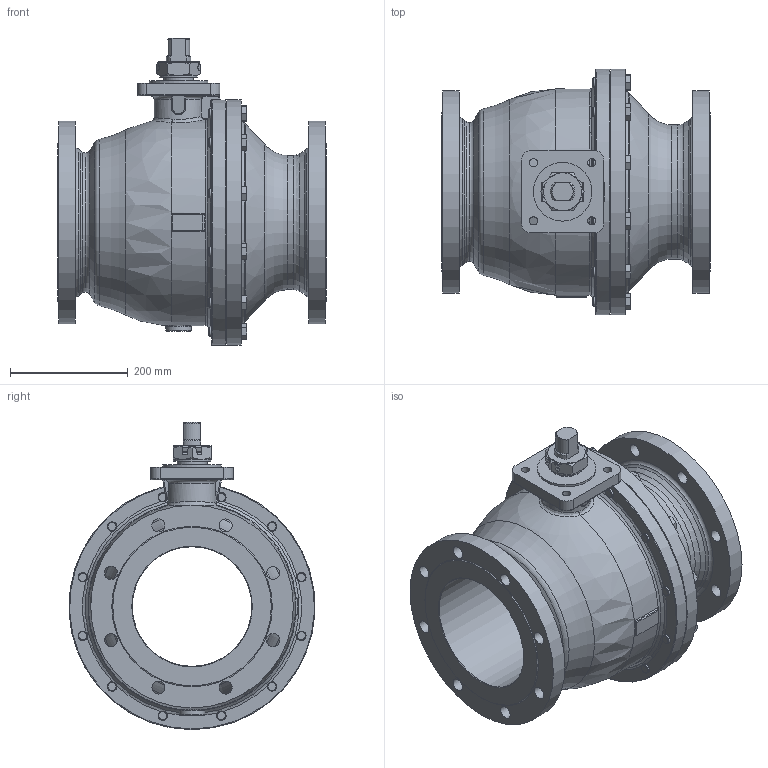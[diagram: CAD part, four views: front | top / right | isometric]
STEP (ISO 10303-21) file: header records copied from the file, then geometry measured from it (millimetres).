
FILE_DESCRIPTION(/* description */ (''),/* implementation_level */ '2;1');
FILE_NAME(/* name */ 'GA-F819-60-CL150-W-A-1.stp',/* time_stamp */ '2019-09-18T15:17:15+01:00',/* author */ ('jaday'),/* organization */ (''),/* preprocessor_version */ 'ST-DEVELOPER v16.1',/* originating_system */ 'Autodesk Inventor 2016',/* authorisation */ '');
FILE_SCHEMA (('AUTOMOTIVE_DESIGN { 1 0 10303 214 3 1 1 }'));
Length unit declared in the file: millimetre
Products named in the file (1): GA-F819-80-CL150-A-1
Bounding box: 457 x 418.45 x 522.45 mm (x, y, z)
Volume: 23437718.2 mm3; surface area: 1269600.8 mm2
Topology: 1 solids, 1 shells, 710 faces, 1778 edges, 1122 vertices
Faces by surface type: plane 272, bspline 148, cylinder 137, cone 106, torus 45, sphere 2
Full cylindrical faces by diameter (mm): 13.835 x4, 16 x24, 18 x12, 22.2 x16, 44 x1, 50.895 x1, 64 x1, 99.91 x1, 203.45 x1, 228.25 x1, 236.4 x1, 345 x2, 360 x1, 417.5 x1, 418.6 x1
Entity records: 25880 total; most frequent: CARTESIAN_POINT 10084, ORIENTED_EDGE 3238, DIRECTION 2706, EDGE_CURVE 1619, VERTEX_POINT 1068, AXIS2_PLACEMENT_3D 1035, EDGE_LOOP 939, FACE_OUTER_BOUND 709
